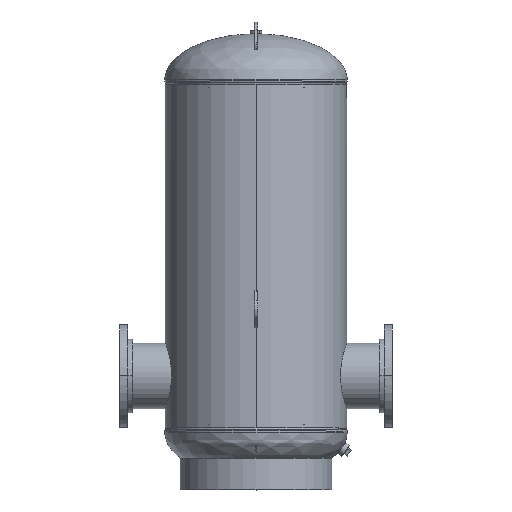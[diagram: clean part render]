
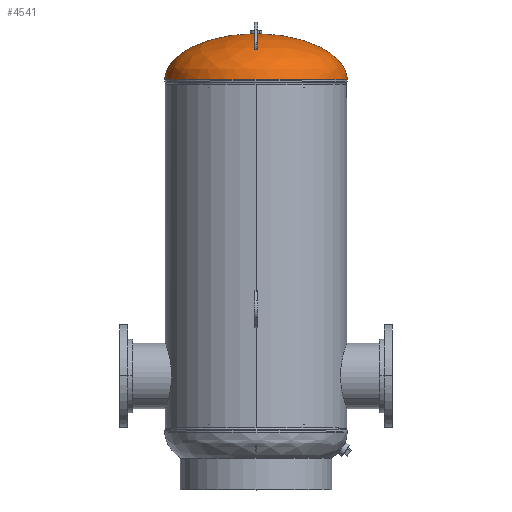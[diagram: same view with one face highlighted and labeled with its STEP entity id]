
A CAD part, top view. The second image highlights one B-rep face of the part: STEP entity #4541.
In plain terms, the highlighted free-form (B-spline) face has degree [3, 3] with [4, 4] control points.
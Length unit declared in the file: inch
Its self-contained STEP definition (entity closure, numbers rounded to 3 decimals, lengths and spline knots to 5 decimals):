
#29 = DIRECTION ( 'NONE',  ( 0., 1., 0. ) ) ;
#215 = CARTESIAN_POINT ( 'NONE',  ( -12., 0.56, 0. ) ) ;
#275 = CARTESIAN_POINT ( 'NONE',  ( -12., 0.56, 24. ) ) ;
#501 = CARTESIAN_POINT ( 'NONE',  ( -0.625, 6.62626, 0. ) ) ;
#598 = CIRCLE ( 'NONE', #7571, 12. ) ;
#869 =( BOUNDED_SURFACE ( )  B_SPLINE_SURFACE ( 3, 3, ( 
 ( #3304, #9278, #10175, #8318 ),
 ( #7078, #5161, #2474, #2279 ),
 ( #5418, #7341, #9081, #4129 ),
 ( #11069, #6383, #275, #215 ) ),
 .UNSPECIFIED., .F., .F., .F. ) 
 B_SPLINE_SURFACE_WITH_KNOTS ( ( 4, 4 ),
 ( 4, 4 ),
 ( 0., 1. ),
 ( 0., 1. ),
 .UNSPECIFIED. ) 
 GEOMETRIC_REPRESENTATION_ITEM ( )  RATIONAL_B_SPLINE_SURFACE ( (
 ( 1., 0.333, 0.333, 1.),
 ( 0.817, 0.272, 0.272, 0.817),
 ( 0.817, 0.272, 0.272, 0.817),
 ( 1., 0.333, 0.333, 1.) ) ) 
 REPRESENTATION_ITEM ( '' )  SURFACE ( )  );
#970 = CARTESIAN_POINT ( 'NONE',  ( 7.35823, 6.44849, 0. ) ) ;
#986 = CARTESIAN_POINT ( 'NONE',  ( -12., 3.97305, 0. ) ) ;
#1377 = DIRECTION ( 'NONE',  ( 0., 1., 0. ) ) ;
#1496 = CARTESIAN_POINT ( 'NONE',  ( 0., 6.62626, 0.625 ) ) ;
#1510 = VERTEX_POINT ( 'NONE', #1496 ) ;
#1876 = CARTESIAN_POINT ( 'NONE',  ( 12., 3.97305, 0. ) ) ;
#2015 = AXIS2_PLACEMENT_3D ( 'NONE', #2155, #29, #4139 ) ;
#2099 =( BOUNDED_CURVE ( )  B_SPLINE_CURVE ( 3, ( #5798, #5745, #986, #8582 ),
 .UNSPECIFIED., .F., .F. ) 
 B_SPLINE_CURVE_WITH_KNOTS ( ( 4, 4 ),
 ( 1.6229, 3.14159 ),
 .UNSPECIFIED. ) 
 CURVE ( )  GEOMETRIC_REPRESENTATION_ITEM ( )  RATIONAL_B_SPLINE_CURVE ( ( 1., 0.817, 0.817, 1. ) ) 
 REPRESENTATION_ITEM ( '' )  );
#2155 = CARTESIAN_POINT ( 'NONE',  ( 0., 6.62626, 0. ) ) ;
#2279 = CARTESIAN_POINT ( 'NONE',  ( -7.35823, 6.44849, 0. ) ) ;
#2474 = CARTESIAN_POINT ( 'NONE',  ( -7.35823, 6.44849, 14.71646 ) ) ;
#2478 = VERTEX_POINT ( 'NONE', #501 ) ;
#3152 = CARTESIAN_POINT ( 'NONE',  ( 0.625, 6.62626, 0. ) ) ;
#3304 = CARTESIAN_POINT ( 'NONE',  ( 0.625, 6.62626, 0. ) ) ;
#3352 = EDGE_LOOP ( 'NONE', ( #7858, #6183, #4220, #11010, #8989 ) ) ;
#3851 = CARTESIAN_POINT ( 'NONE',  ( 0.625, 6.62626, 0. ) ) ;
#4129 = CARTESIAN_POINT ( 'NONE',  ( -12., 3.97305, 0. ) ) ;
#4139 = DIRECTION ( 'NONE',  ( 1., 0., 0. ) ) ;
#4220 = ORIENTED_EDGE ( 'NONE', *, *, #9082, .F. ) ;
#4521 = VERTEX_POINT ( 'NONE', #12098 ) ;
#4541 = ADVANCED_FACE ( 'NONE', ( #10048 ), #869, .F. ) ;
#4990 = CARTESIAN_POINT ( 'NONE',  ( 12., 0.56, 0. ) ) ;
#5161 = CARTESIAN_POINT ( 'NONE',  ( 7.35823, 6.44849, 14.71646 ) ) ;
#5364 = DIRECTION ( 'NONE',  ( 1., 0., 0. ) ) ;
#5418 = CARTESIAN_POINT ( 'NONE',  ( 12., 3.97305, 0. ) ) ;
#5745 = CARTESIAN_POINT ( 'NONE',  ( -7.35823, 6.44849, 0. ) ) ;
#5798 = CARTESIAN_POINT ( 'NONE',  ( -0.625, 6.62626, 0. ) ) ;
#6105 =( BOUNDED_CURVE ( )  B_SPLINE_CURVE ( 3, ( #3851, #970, #1876, #6865 ),
 .UNSPECIFIED., .F., .F. ) 
 B_SPLINE_CURVE_WITH_KNOTS ( ( 4, 4 ),
 ( 1.6229, 3.14159 ),
 .UNSPECIFIED. ) 
 CURVE ( )  GEOMETRIC_REPRESENTATION_ITEM ( )  RATIONAL_B_SPLINE_CURVE ( ( 1., 0.817, 0.817, 1. ) ) 
 REPRESENTATION_ITEM ( '' )  );
#6183 = ORIENTED_EDGE ( 'NONE', *, *, #7355, .T. ) ;
#6383 = CARTESIAN_POINT ( 'NONE',  ( 12., 0.56, 24. ) ) ;
#6865 = CARTESIAN_POINT ( 'NONE',  ( 12., 0.56, 0. ) ) ;
#7078 = CARTESIAN_POINT ( 'NONE',  ( 7.35823, 6.44849, 0. ) ) ;
#7341 = CARTESIAN_POINT ( 'NONE',  ( 12., 3.97305, 24. ) ) ;
#7355 = EDGE_CURVE ( 'NONE', #2478, #4521, #2099, .T. ) ;
#7362 = CIRCLE ( 'NONE', #11473, 0.625 ) ;
#7571 = AXIS2_PLACEMENT_3D ( 'NONE', #11839, #11970, #10877 ) ;
#7794 = VERTEX_POINT ( 'NONE', #3152 ) ;
#7858 = ORIENTED_EDGE ( 'NONE', *, *, #9334, .F. ) ;
#7953 = CIRCLE ( 'NONE', #2015, 0.625 ) ;
#8166 = VERTEX_POINT ( 'NONE', #4990 ) ;
#8318 = CARTESIAN_POINT ( 'NONE',  ( -0.625, 6.62626, 0. ) ) ;
#8582 = CARTESIAN_POINT ( 'NONE',  ( -12., 0.56, 0. ) ) ;
#8610 = EDGE_CURVE ( 'NONE', #1510, #7794, #7953, .T. ) ;
#8989 = ORIENTED_EDGE ( 'NONE', *, *, #8610, .F. ) ;
#9081 = CARTESIAN_POINT ( 'NONE',  ( -12., 3.97305, 24. ) ) ;
#9082 = EDGE_CURVE ( 'NONE', #8166, #4521, #598, .T. ) ;
#9278 = CARTESIAN_POINT ( 'NONE',  ( 0.625, 6.62626, 1.25 ) ) ;
#9334 = EDGE_CURVE ( 'NONE', #2478, #1510, #7362, .T. ) ;
#10048 = FACE_OUTER_BOUND ( 'NONE', #3352, .T. ) ;
#10175 = CARTESIAN_POINT ( 'NONE',  ( -0.625, 6.62626, 1.25 ) ) ;
#10877 = DIRECTION ( 'NONE',  ( 1., 0., 0. ) ) ;
#11010 = ORIENTED_EDGE ( 'NONE', *, *, #11484, .F. ) ;
#11069 = CARTESIAN_POINT ( 'NONE',  ( 12., 0.56, 0. ) ) ;
#11131 = CARTESIAN_POINT ( 'NONE',  ( 0., 6.62626, 0. ) ) ;
#11473 = AXIS2_PLACEMENT_3D ( 'NONE', #11131, #1377, #5364 ) ;
#11484 = EDGE_CURVE ( 'NONE', #7794, #8166, #6105, .T. ) ;
#11839 = CARTESIAN_POINT ( 'NONE',  ( 0., 0.56, 0. ) ) ;
#11970 = DIRECTION ( 'NONE',  ( 0., -1., 0. ) ) ;
#12098 = CARTESIAN_POINT ( 'NONE',  ( -12., 0.56, 0. ) ) ;
